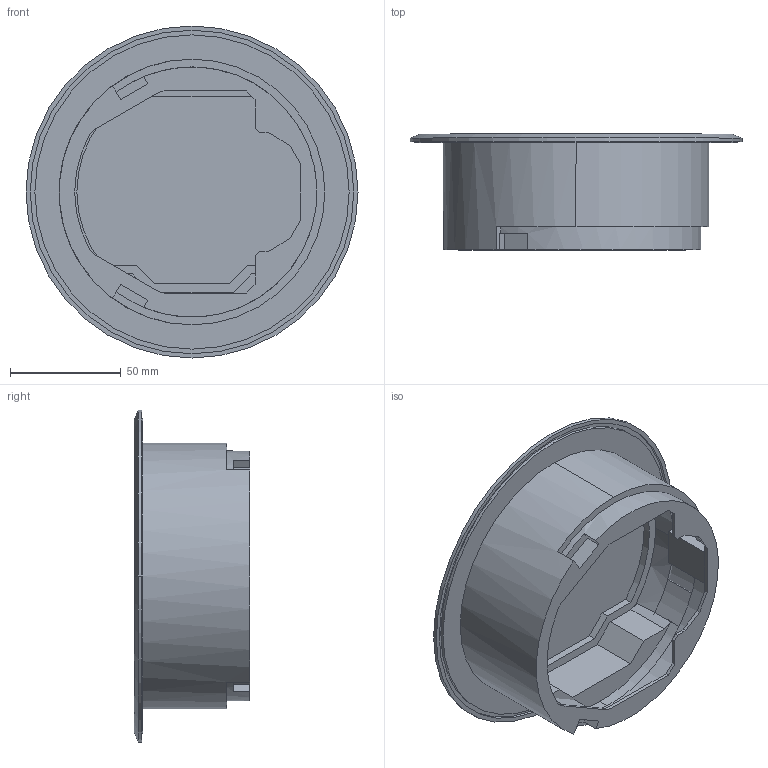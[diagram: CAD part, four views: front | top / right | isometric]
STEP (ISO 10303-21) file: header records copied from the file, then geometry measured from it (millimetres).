
FILE_DESCRIPTION((''),'2;1');
FILE_NAME('LAR02MKS_ASM','2024-02-06T11:46:54',('goergem'),(''),'CREO PARAMETRIC BY PTC INC, 2022281','CREO PARAMETRIC BY PTC INC, 2022281','');
FILE_SCHEMA(('AUTOMOTIVE_DESIGN { 1 0 10303 214 1 1 1 1 }'));
Length unit declared in the file: millimetre
Products named in the file (4): BSR_BECHEROBERTEIL_5; BSR_DECKEL_MKS_3; LAR02MKS_ASM_2_ASM; LAR02MKS_ASM
Assembly tree (3 placements, depth 3):
  LAR02MKS_ASM
    LAR02MKS_ASM_2_ASM
      BSR_BECHEROBERTEIL_5
      BSR_DECKEL_MKS_3
Bounding box: 150 x 52.29 x 150 mm (x, y, z)
Volume: 206638.3 mm3; surface area: 118265.4 mm2
Topology: 2 solids, 2 shells, 131 faces, 372 edges, 249 vertices
Faces by surface type: plane 101, cylinder 26, cone 4
Entity records: 7139 total; most frequent: DIRECTION 1134, CARTESIAN_POINT 1040, ORIENTED_EDGE 744, AXIS2_PLACEMENT_3D 390, EDGE_CURVE 372, VECTOR 279, LINE 279, VERTEX_POINT 249
